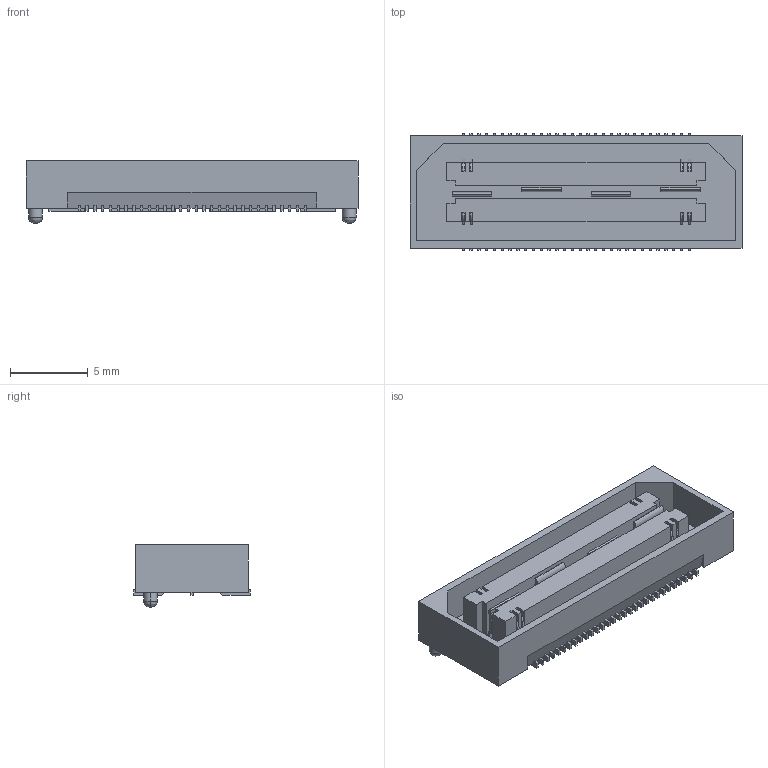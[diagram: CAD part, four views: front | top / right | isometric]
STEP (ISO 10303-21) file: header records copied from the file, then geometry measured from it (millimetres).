
FILE_DESCRIPTION((''),'2;1');
FILE_NAME('SAMTEC_QSH-030-01-L-D-A.stp','2013-10-07T13:40:28',(''),(''),'Mechanical Desktop 2011','Mechanical Desktop 2011',', , ');
FILE_SCHEMA(('AUTOMOTIVE_DESIGN { 1 2 10303 214 1 1 1 1 }'));
Length unit declared in the file: millimetre
Products named in the file (1): Product
Bounding box: 21.31 x 7.49 x 4 mm (x, y, z)
Volume: 281.6 mm3; surface area: 1100.3 mm2
Topology: 81 solids, 81 shells, 719 faces, 1664 edges, 1108 vertices
Faces by surface type: plane 617, bspline 66, cylinder 36
Entity records: 20285 total; most frequent: CARTESIAN_POINT 3966, ORIENTED_EDGE 3328, DIRECTION 3068, EDGE_CURVE 1664, VECTOR 1568, LINE 1568, VERTEX_POINT 1108, AXIS2_PLACEMENT_3D 750
